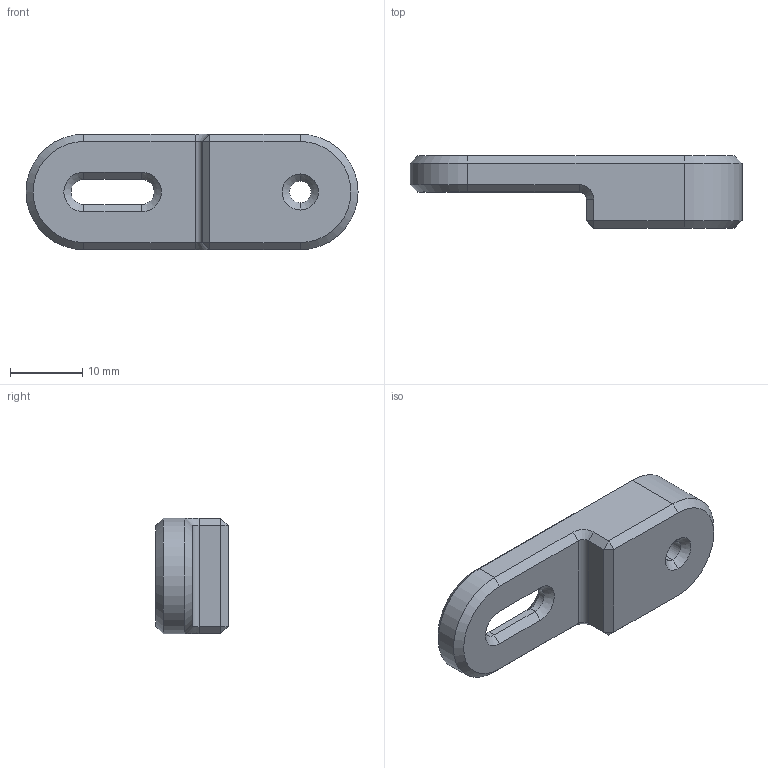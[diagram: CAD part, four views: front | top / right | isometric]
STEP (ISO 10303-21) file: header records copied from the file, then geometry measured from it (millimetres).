
FILE_DESCRIPTION (( 'STEP AP203' ), '1' );
FILE_NAME ('Part2^dualsecondfilamentguide_v2.STEP', '2014-08-03T20:29:54', ( '' ), ( '' ), 'SwSTEP 2.0', 'SolidWorks 2012', '' );
FILE_SCHEMA (( 'CONFIG_CONTROL_DESIGN' ));
Length unit declared in the file: millimetre
Products named in the file (1): Part2^dualsecondfilamentguide_v2
Bounding box: 46 x 10 x 16 mm (x, y, z)
Volume: 4357.7 mm3; surface area: 2214 mm2
Topology: 1 solids, 1 shells, 53 faces, 116 edges, 66 vertices
Faces by surface type: plane 28, cone 16, cylinder 9
Entity records: 1497 total; most frequent: DIRECTION 258, CARTESIAN_POINT 236, ORIENTED_EDGE 232, EDGE_CURVE 116, AXIS2_PLACEMENT_3D 88, VECTOR 82, LINE 82, VERTEX_POINT 66
